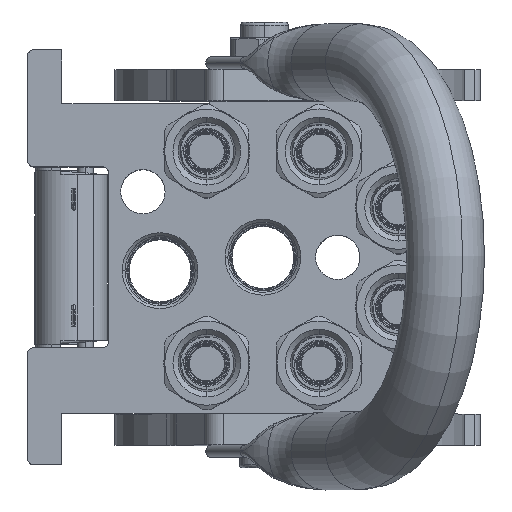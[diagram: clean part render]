
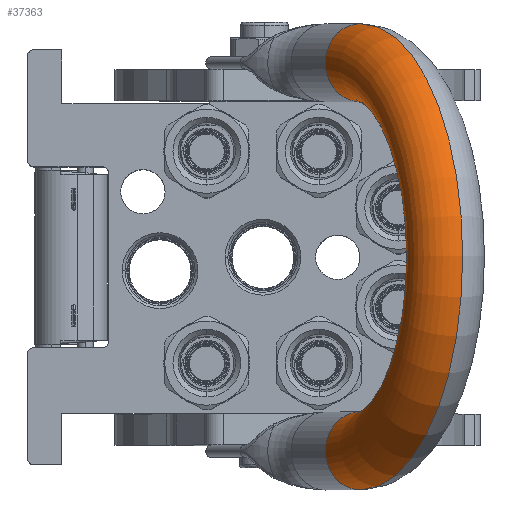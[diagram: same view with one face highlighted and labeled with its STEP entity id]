
A CAD part, top view. The second image highlights one B-rep face of the part: STEP entity #37363.
In plain terms, the highlighted toroidal (fillet/blend) face has major radius 62.25 mm and minor radius 12.5 mm.
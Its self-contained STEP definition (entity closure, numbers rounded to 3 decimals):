
#3326 = TOROIDAL_SURFACE ( 'NONE', #114275, 62.25, 12.5 ) ;
#5263 = DIRECTION ( 'NONE',  ( 0., 0., 1. ) ) ;
#11696 = EDGE_LOOP ( 'NONE', ( #14291, #71502, #122319, #23333 ) ) ;
#14291 = ORIENTED_EDGE ( 'NONE', *, *, #30529, .T. ) ;
#15106 = CARTESIAN_POINT ( 'NONE',  ( 0., 0., 25.25 ) ) ;
#17269 = FACE_OUTER_BOUND ( 'NONE', #11696, .T. ) ;
#21110 = EDGE_CURVE ( 'NONE', #63510, #99915, #126527, .T. ) ;
#23333 = ORIENTED_EDGE ( 'NONE', *, *, #86966, .T. ) ;
#30529 = EDGE_CURVE ( 'NONE', #83477, #99915, #61197, .T. ) ;
#35776 = CARTESIAN_POINT ( 'NONE',  ( -62.25, 0., 25.25 ) ) ;
#37363 = ADVANCED_FACE ( 'NONE', ( #17269 ), #3326, .T. ) ;
#39228 = DIRECTION ( 'NONE',  ( 1., 0., 0. ) ) ;
#48330 = DIRECTION ( 'NONE',  ( -1., 0., 0. ) ) ;
#50741 = AXIS2_PLACEMENT_3D ( 'NONE', #88919, #98941, #39228 ) ;
#61197 = CIRCLE ( 'NONE', #63084, 49.75 ) ;
#63084 = AXIS2_PLACEMENT_3D ( 'NONE', #118679, #77739, #68564 ) ;
#63510 = VERTEX_POINT ( 'NONE', #90400 ) ;
#68564 = DIRECTION ( 'NONE',  ( -1., 0., 0. ) ) ;
#70071 = DIRECTION ( 'NONE',  ( 0., 1., 0. ) ) ;
#71502 = ORIENTED_EDGE ( 'NONE', *, *, #21110, .F. ) ;
#74878 = AXIS2_PLACEMENT_3D ( 'NONE', #35776, #5263, #105537 ) ;
#77739 = DIRECTION ( 'NONE',  ( 0., 1., 0. ) ) ;
#79231 = CARTESIAN_POINT ( 'NONE',  ( 0., 0., 25.25 ) ) ;
#83477 = VERTEX_POINT ( 'NONE', #104310 ) ;
#86966 = EDGE_CURVE ( 'NONE', #90515, #83477, #97030, .T. ) ;
#88891 = AXIS2_PLACEMENT_3D ( 'NONE', #79231, #70071, #48330 ) ;
#88919 = CARTESIAN_POINT ( 'NONE',  ( 62.25, 0., 25.25 ) ) ;
#90400 = CARTESIAN_POINT ( 'NONE',  ( 74.75, 0., 25.25 ) ) ;
#90515 = VERTEX_POINT ( 'NONE', #107926 ) ;
#94312 = EDGE_CURVE ( 'NONE', #90515, #63510, #125212, .T. ) ;
#97030 = CIRCLE ( 'NONE', #74878, 12.5 ) ;
#98941 = DIRECTION ( 'NONE',  ( 0., 0., -1. ) ) ;
#99915 = VERTEX_POINT ( 'NONE', #120072 ) ;
#101798 = DIRECTION ( 'NONE',  ( 1., 0., 0. ) ) ;
#104310 = CARTESIAN_POINT ( 'NONE',  ( -49.75, 0., 25.25 ) ) ;
#105537 = DIRECTION ( 'NONE',  ( -1., 0., 0. ) ) ;
#107926 = CARTESIAN_POINT ( 'NONE',  ( -74.75, 0., 25.25 ) ) ;
#114275 = AXIS2_PLACEMENT_3D ( 'NONE', #15106, #128752, #101798 ) ;
#118679 = CARTESIAN_POINT ( 'NONE',  ( 0., 0., 25.25 ) ) ;
#120072 = CARTESIAN_POINT ( 'NONE',  ( 49.75, 0., 25.25 ) ) ;
#122319 = ORIENTED_EDGE ( 'NONE', *, *, #94312, .F. ) ;
#125212 = CIRCLE ( 'NONE', #88891, 74.75 ) ;
#126527 = CIRCLE ( 'NONE', #50741, 12.5 ) ;
#128752 = DIRECTION ( 'NONE',  ( 0., 1., 0. ) ) ;
